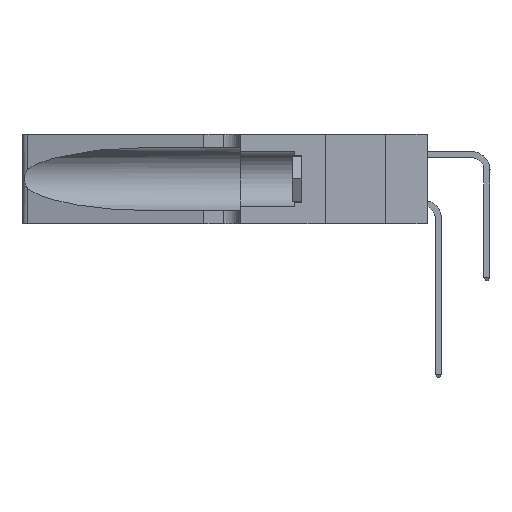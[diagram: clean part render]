
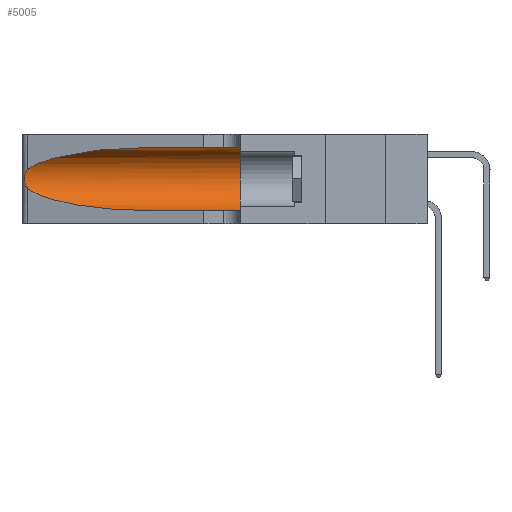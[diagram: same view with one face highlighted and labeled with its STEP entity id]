
A CAD part, left-side view. The second image highlights one B-rep face of the part: STEP entity #5005.
In plain terms, the highlighted cylindrical face has radius 3.308 mm (diameter 6.617 mm), a partial arc.
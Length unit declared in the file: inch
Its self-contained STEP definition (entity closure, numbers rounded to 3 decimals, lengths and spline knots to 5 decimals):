
#1033 = CARTESIAN_POINT ( 'NONE',  ( 0.1305, 0.35, 0.31525 ) ) ;
#1506 = CARTESIAN_POINT ( 'NONE',  ( 0.26017, 1.23833, 0.17102 ) ) ;
#1535 = EDGE_CURVE ( 'NONE', #25472, #3181, #26808, .T. ) ;
#2206 = EDGE_CURVE ( 'NONE', #35995, #25472, #30353, .T. ) ;
#3038 = CYLINDRICAL_SURFACE ( 'NONE', #43213, 0.13025 ) ;
#3181 = VERTEX_POINT ( 'NONE', #10597 ) ;
#3357 = CARTESIAN_POINT ( 'NONE',  ( 0.1305, 0.72297, 0.31525 ) ) ;
#4625 = CARTESIAN_POINT ( 'NONE',  ( 0.25856, 1.23593, 0.16098 ) ) ;
#5005 = ADVANCED_FACE ( 'NONE', ( #43588 ), #3038, .F. ) ;
#5051 = ORIENTED_EDGE ( 'NONE', *, *, #1535, .T. ) ;
#5141 = EDGE_CURVE ( 'NONE', #12396, #3181, #31748, .T. ) ;
#7514 = ORIENTED_EDGE ( 'NONE', *, *, #2206, .T. ) ;
#7681 = B_SPLINE_CURVE_WITH_KNOTS ( 'NONE', 3,
 ( #38860, #8179, #10557, #8024, #24113, #31944, #35092, #41990, #1506, #4625, #20698, #42133, #17293, #11459 ),
 .UNSPECIFIED., .F., .F.,
 ( 4, 2, 2, 2, 2, 2, 4 ),
 ( 0., 0.00027, 0.00053, 0.00107, 0.0016, 0.00187, 0.00214 ),
 .UNSPECIFIED. ) ;
#8024 = CARTESIAN_POINT ( 'NONE',  ( 0.25787, 1.23484, 0.2124 ) ) ;
#8143 = DIRECTION ( 'NONE',  ( 0., -1., 0. ) ) ;
#8179 = CARTESIAN_POINT ( 'NONE',  ( 0.25555, 1.22994, 0.2215 ) ) ;
#8707 = VECTOR ( 'NONE', #14011, 39.37008 ) ;
#9180 = DIRECTION ( 'NONE',  ( 0., 1., 0. ) ) ;
#9383 = CARTESIAN_POINT ( 'NONE',  ( 0.25487, 1.22718, 0.14631 ) ) ;
#9538 = CARTESIAN_POINT ( 'NONE',  ( 0.18966, 0.96281, 0.05475 ) ) ;
#10114 = CARTESIAN_POINT ( 'NONE',  ( 0.1305, 0.72297, 0.05475 ) ) ;
#10557 = CARTESIAN_POINT ( 'NONE',  ( 0.25639, 1.23184, 0.21858 ) ) ;
#10597 = CARTESIAN_POINT ( 'NONE',  ( 0.1305, 0.35, 0.05475 ) ) ;
#11459 = CARTESIAN_POINT ( 'NONE',  ( 0.25487, 1.22718, 0.14631 ) ) ;
#11547 = DIRECTION ( 'NONE',  ( 0., -1., 0. ) ) ;
#12396 = VERTEX_POINT ( 'NONE', #1033 ) ;
#14011 = DIRECTION ( 'NONE',  ( 0., -1., 0. ) ) ;
#14612 = ORIENTED_EDGE ( 'NONE', *, *, #30437, .T. ) ;
#16700 = LINE ( 'NONE', #31885, #35225 ) ;
#17293 = CARTESIAN_POINT ( 'NONE',  ( 0.25555, 1.22993, 0.14849 ) ) ;
#20698 = CARTESIAN_POINT ( 'NONE',  ( 0.25789, 1.23486, 0.15765 ) ) ;
#21253 = CARTESIAN_POINT ( 'NONE',  ( 0.1305, 1.61858, 0.185 ) ) ;
#22771 = DIRECTION ( 'NONE',  ( 0., 0., 1. ) ) ;
#23457 = EDGE_CURVE ( 'NONE', #33105, #28304, #28135, .T. ) ;
#23493 = CARTESIAN_POINT ( 'NONE',  ( 0.18966, 0.96281, 0.31525 ) ) ;
#23851 = EDGE_CURVE ( 'NONE', #33105, #12396, #16700, .T. ) ;
#24113 = CARTESIAN_POINT ( 'NONE',  ( 0.25854, 1.2359, 0.20912 ) ) ;
#25472 = VERTEX_POINT ( 'NONE', #27446 ) ;
#26808 = LINE ( 'NONE', #37548, #8707 ) ;
#27446 = CARTESIAN_POINT ( 'NONE',  ( 0.1305, 0.72297, 0.05475 ) ) ;
#28135 =( BOUNDED_CURVE ( )  B_SPLINE_CURVE ( 3, ( #3357, #23493, #37485, #33715 ),
 .UNSPECIFIED., .F., .T. ) 
 B_SPLINE_CURVE_WITH_KNOTS ( ( 4, 4 ),
 ( 1.5708, 2.84003 ),
 .UNSPECIFIED. ) 
 CURVE ( )  GEOMETRIC_REPRESENTATION_ITEM ( )  RATIONAL_B_SPLINE_CURVE ( ( 1., 0.87, 0.87, 1. ) ) 
 REPRESENTATION_ITEM ( '' )  );
#28304 = VERTEX_POINT ( 'NONE', #33499 ) ;
#29125 = ORIENTED_EDGE ( 'NONE', *, *, #23851, .F. ) ;
#30196 = CARTESIAN_POINT ( 'NONE',  ( 0.2373, 1.15595, 0.08982 ) ) ;
#30353 =( BOUNDED_CURVE ( )  B_SPLINE_CURVE ( 3, ( #43505, #30196, #9538, #10114 ),
 .UNSPECIFIED., .F., .T. ) 
 B_SPLINE_CURVE_WITH_KNOTS ( ( 4, 4 ),
 ( 3.44316, 4.71239 ),
 .UNSPECIFIED. ) 
 CURVE ( )  GEOMETRIC_REPRESENTATION_ITEM ( )  RATIONAL_B_SPLINE_CURVE ( ( 1., 0.87, 0.87, 1. ) ) 
 REPRESENTATION_ITEM ( '' )  );
#30437 = EDGE_CURVE ( 'NONE', #28304, #35995, #7681, .T. ) ;
#30457 = ORIENTED_EDGE ( 'NONE', *, *, #5141, .F. ) ;
#31748 = CIRCLE ( 'NONE', #37529, 0.13025 ) ;
#31885 = CARTESIAN_POINT ( 'NONE',  ( 0.1305, 1.61858, 0.31525 ) ) ;
#31944 = CARTESIAN_POINT ( 'NONE',  ( 0.26018, 1.23835, 0.19895 ) ) ;
#32311 = EDGE_LOOP ( 'NONE', ( #41696, #14612, #7514, #5051, #30457, #29125 ) ) ;
#32816 = CARTESIAN_POINT ( 'NONE',  ( 0.1305, 0.35, 0.185 ) ) ;
#33105 = VERTEX_POINT ( 'NONE', #42994 ) ;
#33499 = CARTESIAN_POINT ( 'NONE',  ( 0.25487, 1.22718, 0.22369 ) ) ;
#33715 = CARTESIAN_POINT ( 'NONE',  ( 0.25487, 1.22718, 0.22369 ) ) ;
#35092 = CARTESIAN_POINT ( 'NONE',  ( 0.26075, 1.23896, 0.19203 ) ) ;
#35225 = VECTOR ( 'NONE', #11547, 39.37008 ) ;
#35357 = DIRECTION ( 'NONE',  ( 0., 0., -1. ) ) ;
#35995 = VERTEX_POINT ( 'NONE', #9383 ) ;
#37485 = CARTESIAN_POINT ( 'NONE',  ( 0.2373, 1.15595, 0.28018 ) ) ;
#37529 = AXIS2_PLACEMENT_3D ( 'NONE', #32816, #9180, #22771 ) ;
#37548 = CARTESIAN_POINT ( 'NONE',  ( 0.1305, 1.61858, 0.05475 ) ) ;
#38860 = CARTESIAN_POINT ( 'NONE',  ( 0.25487, 1.22718, 0.22369 ) ) ;
#41696 = ORIENTED_EDGE ( 'NONE', *, *, #23457, .T. ) ;
#41990 = CARTESIAN_POINT ( 'NONE',  ( 0.26075, 1.23896, 0.178 ) ) ;
#42133 = CARTESIAN_POINT ( 'NONE',  ( 0.25639, 1.23186, 0.15144 ) ) ;
#42994 = CARTESIAN_POINT ( 'NONE',  ( 0.1305, 0.72297, 0.31525 ) ) ;
#43213 = AXIS2_PLACEMENT_3D ( 'NONE', #21253, #8143, #35357 ) ;
#43505 = CARTESIAN_POINT ( 'NONE',  ( 0.25487, 1.22718, 0.14631 ) ) ;
#43588 = FACE_OUTER_BOUND ( 'NONE', #32311, .T. ) ;
